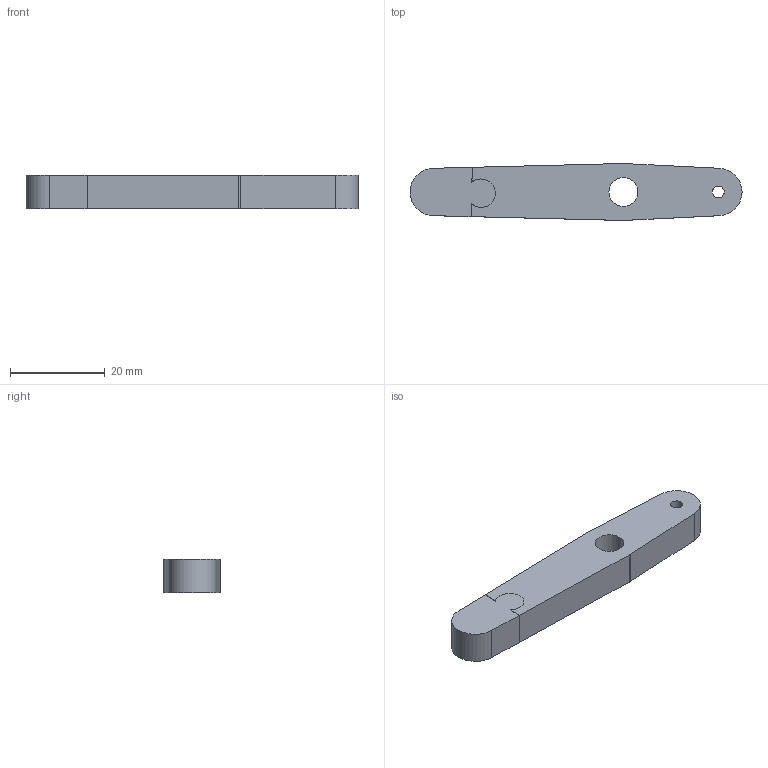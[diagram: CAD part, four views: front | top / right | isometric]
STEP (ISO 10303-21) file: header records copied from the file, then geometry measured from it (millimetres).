
FILE_DESCRIPTION(/* description */ (''),/* implementation_level */ '2;1');
FILE_NAME(/* name */ 'lower arm.step',/* time_stamp */ '2022-09-18T21:25:23+02:00',/* author */ (''),/* organization */ (''),/* preprocessor_version */ 'ST-DEVELOPER v19',/* originating_system */ 'Autodesk Translation Framework v11.7.0.108',/* authorisation */ '');
FILE_SCHEMA (('AUTOMOTIVE_DESIGN { 1 0 10303 214 3 1 1 }'));
Length unit declared in the file: millimetre
Products named in the file (1): lower arm
Bounding box: 70 x 12 x 7 mm (x, y, z)
Volume: 4895.1 mm3; surface area: 2947.3 mm2
Topology: 2 solids, 2 shells, 26 faces, 64 edges, 42 vertices
Faces by surface type: plane 14, cylinder 11, cone 1
Full cylindrical faces by diameter (mm): 2.5 x1, 4.1 x1, 6.1 x1
Entity records: 814 total; most frequent: DIRECTION 140, CARTESIAN_POINT 133, ORIENTED_EDGE 128, EDGE_CURVE 64, AXIS2_PLACEMENT_3D 49, LINE 42, VECTOR 42, VERTEX_POINT 42
